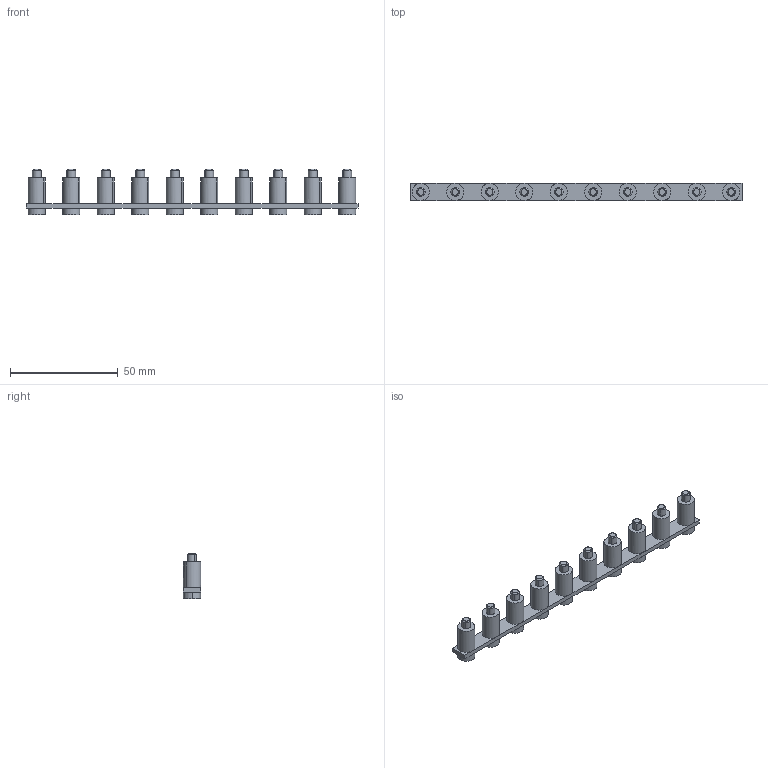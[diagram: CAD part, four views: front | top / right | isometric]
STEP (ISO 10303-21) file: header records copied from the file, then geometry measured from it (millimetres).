
FILE_DESCRIPTION (( 'STEP AP214' ), '1' );
FILE_NAME ('480219_UK 35-10 RDS.STP', '2014-01-20T11:54:52', ( 'arge' ), ( 'Microsoft' ), 'SwSTEP 2.0', 'SolidWorks 2013', '' );
FILE_SCHEMA (( 'AUTOMOTIVE_DESIGN' ));
Length unit declared in the file: millimetre
Products named in the file (1): 480219_UK 35-10 RDS
Bounding box: 154 x 8 x 21.1 mm (x, y, z)
Volume: 10412.2 mm3; surface area: 8000.8 mm2
Topology: 1 solids, 11 shells, 196 faces, 432 edges, 268 vertices
Faces by surface type: cylinder 100, plane 76, cone 20
Entity records: 7325 total; most frequent: DIRECTION 1086, CARTESIAN_POINT 897, ORIENTED_EDGE 864, AXIS2_PLACEMENT_3D 457, EDGE_CURVE 432, VERTEX_POINT 268, CIRCLE 260, EDGE_LOOP 226
